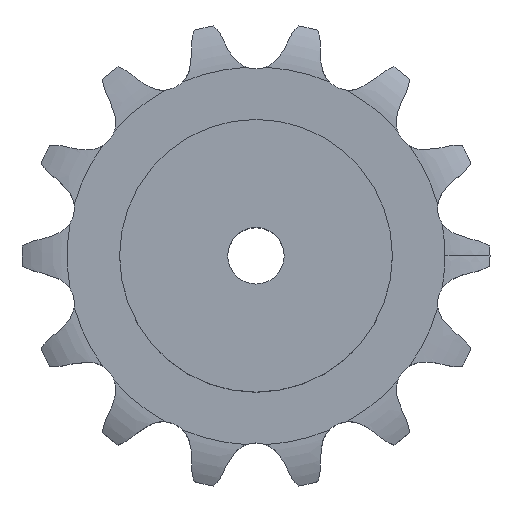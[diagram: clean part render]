
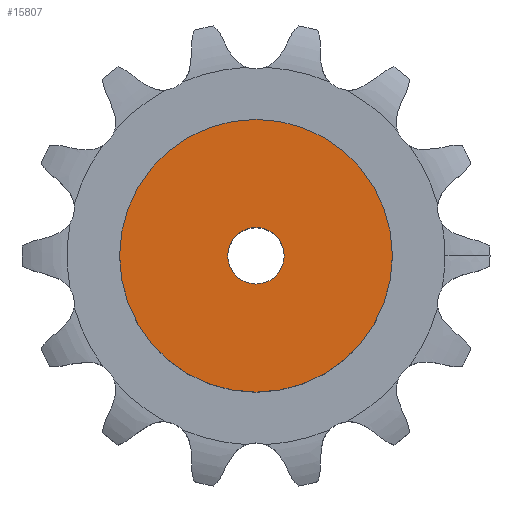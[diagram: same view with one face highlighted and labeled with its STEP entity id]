
A CAD part, top view. The second image highlights one B-rep face of the part: STEP entity #15807.
In plain terms, the highlighted planar face has unit normal (0, 0, 1).
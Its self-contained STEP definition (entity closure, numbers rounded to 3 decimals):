
#2352 = CYLINDRICAL_SURFACE('',#2353,72.5);
#2353 = AXIS2_PLACEMENT_3D('',#2354,#2355,#2356);
#2354 = CARTESIAN_POINT('',(0.,0.,0.));
#2355 = DIRECTION('',(-0.,-0.,-1.));
#2356 = DIRECTION('',(1.,0.,0.));
#10306 = VERTEX_POINT('',#10307);
#10307 = CARTESIAN_POINT('',(72.5,0.,80.));
#10328 = EDGE_CURVE('',#10306,#10306,#10329,.T.);
#10329 = SURFACE_CURVE('',#10330,(#10335,#10342),.PCURVE_S1.);
#10330 = CIRCLE('',#10331,72.5);
#10331 = AXIS2_PLACEMENT_3D('',#10332,#10333,#10334);
#10332 = CARTESIAN_POINT('',(0.,0.,80.));
#10333 = DIRECTION('',(0.,0.,1.));
#10334 = DIRECTION('',(1.,0.,0.));
#10335 = PCURVE('',#2352,#10336);
#10336 = DEFINITIONAL_REPRESENTATION('',(#10337),#10341);
#10337 = LINE('',#10338,#10339);
#10338 = CARTESIAN_POINT('',(-0.,-80.));
#10339 = VECTOR('',#10340,1.);
#10340 = DIRECTION('',(-1.,0.));
#10341 = ( GEOMETRIC_REPRESENTATION_CONTEXT(2) 
PARAMETRIC_REPRESENTATION_CONTEXT() REPRESENTATION_CONTEXT('2D SPACE',''
  ) );
#10342 = PCURVE('',#10343,#10348);
#10343 = PLANE('',#10344);
#10344 = AXIS2_PLACEMENT_3D('',#10345,#10346,#10347);
#10345 = CARTESIAN_POINT('',(0.,0.,80.)
  );
#10346 = DIRECTION('',(0.,0.,1.));
#10347 = DIRECTION('',(1.,0.,0.));
#10348 = DEFINITIONAL_REPRESENTATION('',(#10349),#10353);
#10349 = CIRCLE('',#10350,72.5);
#10350 = AXIS2_PLACEMENT_2D('',#10351,#10352);
#10351 = CARTESIAN_POINT('',(0.,0.));
#10352 = DIRECTION('',(1.,0.));
#10353 = ( GEOMETRIC_REPRESENTATION_CONTEXT(2) 
PARAMETRIC_REPRESENTATION_CONTEXT() REPRESENTATION_CONTEXT('2D SPACE',''
  ) );
#13572 = CYLINDRICAL_SURFACE('',#13573,15.);
#13573 = AXIS2_PLACEMENT_3D('',#13574,#13575,#13576);
#13574 = CARTESIAN_POINT('',(0.,0.,403.131));
#13575 = DIRECTION('',(0.,0.,1.));
#13576 = DIRECTION('',(1.,0.,0.));
#15807 = ADVANCED_FACE('',(#15808,#15811),#10343,.T.);
#15808 = FACE_BOUND('',#15809,.T.);
#15809 = EDGE_LOOP('',(#15810));
#15810 = ORIENTED_EDGE('',*,*,#10328,.T.);
#15811 = FACE_BOUND('',#15812,.T.);
#15812 = EDGE_LOOP('',(#15813));
#15813 = ORIENTED_EDGE('',*,*,#15814,.F.);
#15814 = EDGE_CURVE('',#15815,#15815,#15817,.T.);
#15815 = VERTEX_POINT('',#15816);
#15816 = CARTESIAN_POINT('',(15.,0.,80.));
#15817 = SURFACE_CURVE('',#15818,(#15823,#15830),.PCURVE_S1.);
#15818 = CIRCLE('',#15819,15.);
#15819 = AXIS2_PLACEMENT_3D('',#15820,#15821,#15822);
#15820 = CARTESIAN_POINT('',(0.,0.,80.));
#15821 = DIRECTION('',(0.,0.,1.));
#15822 = DIRECTION('',(1.,0.,0.));
#15823 = PCURVE('',#10343,#15824);
#15824 = DEFINITIONAL_REPRESENTATION('',(#15825),#15829);
#15825 = CIRCLE('',#15826,15.);
#15826 = AXIS2_PLACEMENT_2D('',#15827,#15828);
#15827 = CARTESIAN_POINT('',(0.,0.));
#15828 = DIRECTION('',(1.,0.));
#15829 = ( GEOMETRIC_REPRESENTATION_CONTEXT(2) 
PARAMETRIC_REPRESENTATION_CONTEXT() REPRESENTATION_CONTEXT('2D SPACE',''
  ) );
#15830 = PCURVE('',#13572,#15831);
#15831 = DEFINITIONAL_REPRESENTATION('',(#15832),#15836);
#15832 = LINE('',#15833,#15834);
#15833 = CARTESIAN_POINT('',(0.,-323.131));
#15834 = VECTOR('',#15835,1.);
#15835 = DIRECTION('',(1.,0.));
#15836 = ( GEOMETRIC_REPRESENTATION_CONTEXT(2) 
PARAMETRIC_REPRESENTATION_CONTEXT() REPRESENTATION_CONTEXT('2D SPACE',''
  ) );
